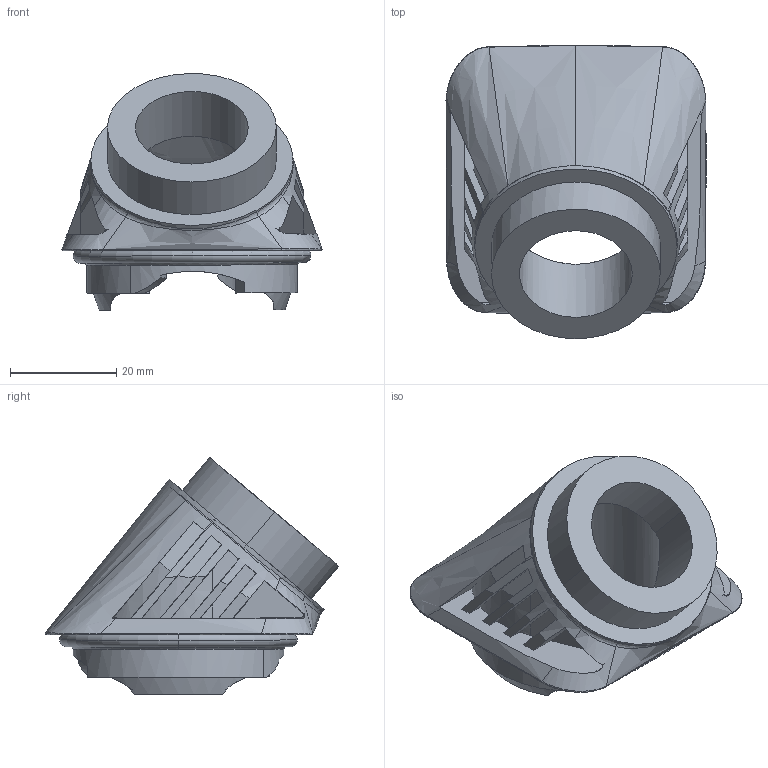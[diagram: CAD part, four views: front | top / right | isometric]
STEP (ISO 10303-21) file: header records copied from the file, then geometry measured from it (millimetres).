
FILE_DESCRIPTION(('Creo Elements/Direct Modeling STEP Export'),'2;1');
FILE_NAME('model.stp','2018-04-10T10:01:04',(''),(''),'Creo Elements/Direct Modeling STEP processor for AP214 (Solid Model)','Creo Elements/Direct Modeling 18.1I 14-Aug-2016 (C) Parametric Technology GmbH','');
FILE_SCHEMA(('AUTOMOTIVE_DESIGN { 1 0 10303 214 1 1 1 1 }'));
Length unit declared in the file: millimetre
Products named in the file (2): HC_B_TA_M20_PLR_BK-select
Assembly tree (1 placements, depth 2):
  HC_B_TA_M20_PLR_BK-select
    HC_B_TA_M20_PLR_BK-select
Bounding box: 48.85 x 55.15 x 44.48 mm (x, y, z)
Volume: 21666.5 mm3; surface area: 12221.4 mm2
Topology: 1 solids, 1 shells, 146 faces, 432 edges, 287 vertices
Faces by surface type: plane 64, bspline 39, cylinder 26, extrusion 7, torus 6, cone 4
Entity records: 18236 total; most frequent: CARTESIAN_POINT 13691, ORIENTED_EDGE 860, DIRECTION 444, EDGE_CURVE 430, VERTEX_POINT 287, B_SPLINE_CURVE_WITH_KNOTS 162, AXIS2_PLACEMENT_3D 153, EDGE_LOOP 149
